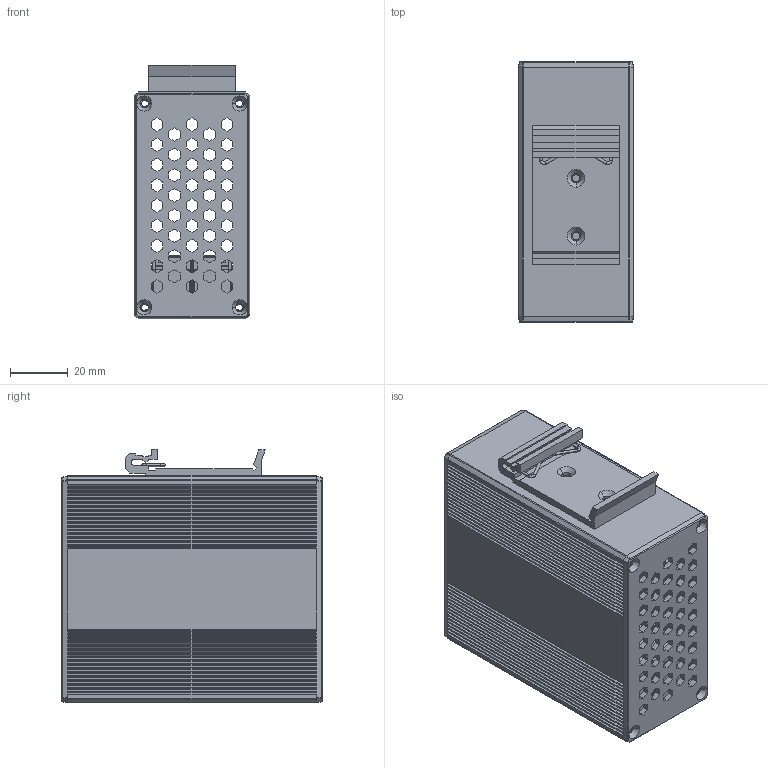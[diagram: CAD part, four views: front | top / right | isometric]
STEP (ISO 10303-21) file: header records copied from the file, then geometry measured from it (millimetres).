
FILE_DESCRIPTION((''),'2;1');
FILE_NAME('PRO_EC_6_SW0001','2024-12-16T16:56:42',('董'),(''),'CREO PARAMETRIC BY PTC INC, 2020033','CREO PARAMETRIC BY PTC INC, 2020033','');
FILE_SCHEMA(('CONFIG_CONTROL_DESIGN'));
Products named in the file (1): PRO_EC_6_SW0001
Bounding box: 40 x 90 x 87.8 mm (x, y, z)
Volume: 70033.2 mm3; surface area: 97675.1 mm2
Topology: 20 solids, 20 shells, 8959 faces, 26423 edges, 17360 vertices
Faces by surface type: plane 6919, cylinder 1555, extrusion 271, cone 96, torus 78, bspline 36, sphere 4
Entity records: 301410 total; most frequent: CARTESIAN_POINT 60805, ORIENTED_EDGE 52838, DIRECTION 46188, EDGE_CURVE 26419, VECTOR 22248, LINE 21977, VERTEX_POINT 17360, AXIS2_PLACEMENT_3D 11970
